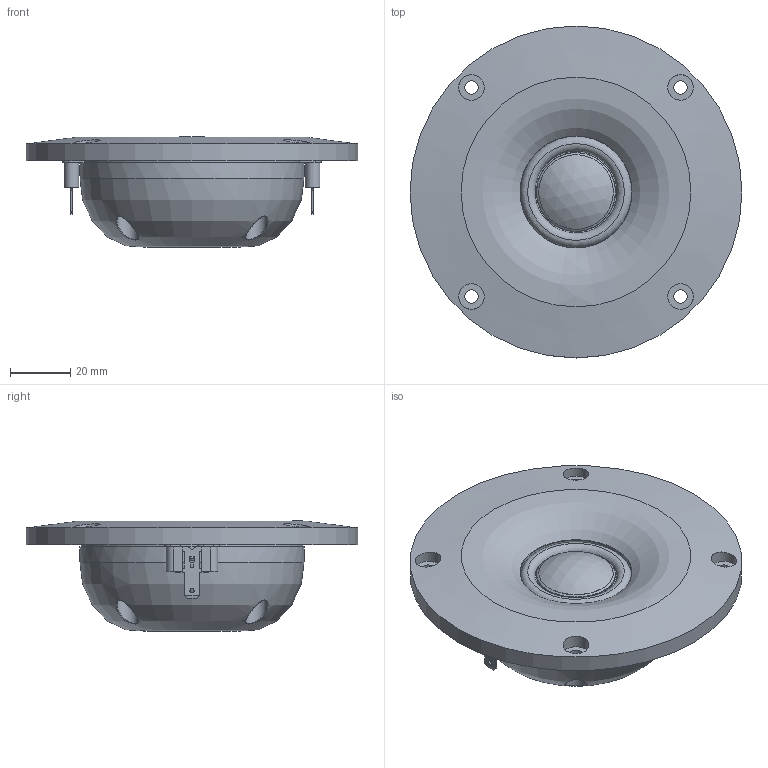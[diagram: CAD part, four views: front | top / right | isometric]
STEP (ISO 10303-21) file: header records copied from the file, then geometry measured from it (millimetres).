
FILE_DESCRIPTION(/* description */ (''),/* implementation_level */ '2;1');
FILE_NAME(/* name */ 'E0110_T29X001.stp',/* time_stamp */ '2024-02-09T09:49:54+01:00',/* author */ ('svein'),/* organization */ (''),/* preprocessor_version */ 'ST-DEVELOPER v18.1',/* originating_system */ 'Autodesk Inventor 2022',/* authorisation */ '');
FILE_SCHEMA (('CONFIG_CONTROL_DESIGN','FEATURE_BASED_PROCESS_PLANNING','PROCESS_PLANNING_SCHEMA','AP242_MANAGED_MODEL_BASED_3D_ENGINEERING_MIM_LF { 1 0 10303 442 1 1 4 }'));
Length unit declared in the file: millimetre
Products named in the file (1): E0110-04 - T29X_Simplify_2
Bounding box: 110 x 110 x 36.72 mm (x, y, z)
Volume: 159337.4 mm3; surface area: 29181.1 mm2
Topology: 1 solids, 1 shells, 269 faces, 750 edges, 489 vertices
Faces by surface type: plane 182, cylinder 72, torus 6, bspline 6, cone 2, sphere 1
Full cylindrical faces by diameter (mm): 1.4 x2, 4.5 x4, 7.1 x4, 8.5 x4, 24.7 x1, 37 x1, 74.5 x1, 110 x1
Entity records: 9858 total; most frequent: CARTESIAN_POINT 2457, ORIENTED_EDGE 1498, DIRECTION 1440, EDGE_CURVE 749, LINE 542, VECTOR 542, VERTEX_POINT 489, AXIS2_PLACEMENT_3D 449
